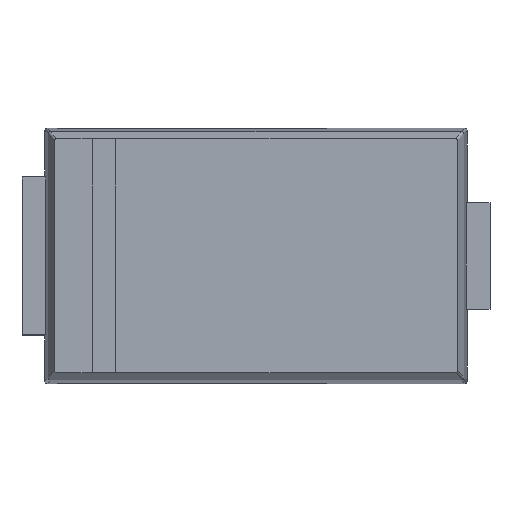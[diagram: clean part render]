
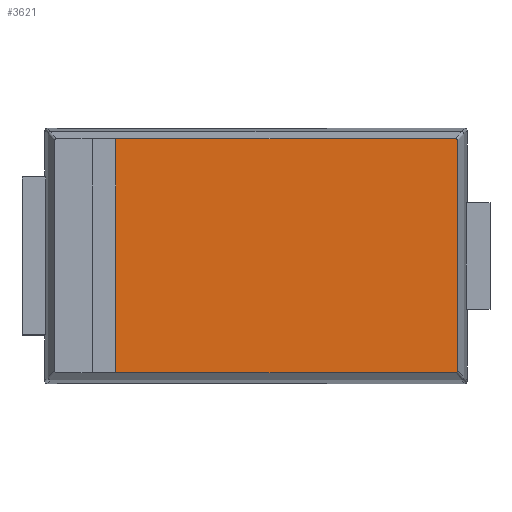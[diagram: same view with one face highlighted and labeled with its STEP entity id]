
A CAD part, top view. The second image highlights one B-rep face of the part: STEP entity #3621.
In plain terms, the highlighted planar face has unit normal (0, 0, 1).
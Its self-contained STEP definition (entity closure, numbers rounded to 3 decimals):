
#2049 = B_SPLINE_SURFACE_WITH_KNOTS('',1,1,(
    (#2050,#2051)
    ,(#2052,#2053
    )),.UNSPECIFIED.,.F.,.F.,.F.,(2,2),(2,2),(0.,3.51),(0.,1.),
  .PIECEWISE_BEZIER_KNOTS.);
#2050 = CARTESIAN_POINT('',(1.755,-1.06,0.975));
#2051 = CARTESIAN_POINT('',(1.705,-1.,1.15));
#2052 = CARTESIAN_POINT('',(-1.755,-1.06,0.975));
#2053 = CARTESIAN_POINT('',(-1.705,-1.,1.15));
#2454 = B_SPLINE_SURFACE_WITH_KNOTS('',6,1,(
    (#2455,#2456)
    ,(#2457,#2458)
    ,(#2459,#2460)
    ,(#2461,#2462)
    ,(#2463,#2464)
    ,(#2465,#2466)
    ,(#2467,#2468
    )),.UNSPECIFIED.,.F.,.F.,.F.,(7,7),(2,2),(0.,
    1.571),(0.,1.),.PIECEWISE_BEZIER_KNOTS.);
#2455 = CARTESIAN_POINT('',(1.775,-1.04,0.975));
#2456 = CARTESIAN_POINT('',(1.725,-0.98,1.15));
#2457 = CARTESIAN_POINT('',(1.775,-1.045,0.975));
#2458 = CARTESIAN_POINT('',(1.725,-0.985,1.15));
#2459 = CARTESIAN_POINT('',(1.773,-1.05,0.975));
#2460 = CARTESIAN_POINT('',(1.723,-0.99,1.15));
#2461 = CARTESIAN_POINT('',(1.77,-1.055,0.975));
#2462 = CARTESIAN_POINT('',(1.72,-0.995,1.15));
#2463 = CARTESIAN_POINT('',(1.765,-1.058,0.975));
#2464 = CARTESIAN_POINT('',(1.715,-0.998,1.15));
#2465 = CARTESIAN_POINT('',(1.76,-1.06,0.975));
#2466 = CARTESIAN_POINT('',(1.71,-1.,1.15));
#2467 = CARTESIAN_POINT('',(1.755,-1.06,0.975));
#2468 = CARTESIAN_POINT('',(1.705,-1.,1.15));
#2529 = VERTEX_POINT('',#2530);
#2530 = CARTESIAN_POINT('',(-1.2,-1.,1.15));
#2555 = EDGE_CURVE('',#2556,#2529,#2558,.T.);
#2556 = VERTEX_POINT('',#2557);
#2557 = CARTESIAN_POINT('',(1.705,-1.,1.15));
#2558 = SURFACE_CURVE('',#2559,(#2563,#2569),.PCURVE_S1.);
#2559 = LINE('',#2560,#2561);
#2560 = CARTESIAN_POINT('',(1.705,-1.,1.15));
#2561 = VECTOR('',#2562,1.);
#2562 = DIRECTION('',(-1.,0.,0.));
#2563 = PCURVE('',#2049,#2564);
#2564 = DEFINITIONAL_REPRESENTATION('',(#2565),#2568);
#2565 = B_SPLINE_CURVE_WITH_KNOTS('',1,(#2566,#2567),.UNSPECIFIED.,.F.,
  .F.,(2,2),(0.,3.41),.PIECEWISE_BEZIER_KNOTS.);
#2566 = CARTESIAN_POINT('',(0.,1.));
#2567 = CARTESIAN_POINT('',(3.51,1.));
#2568 = ( GEOMETRIC_REPRESENTATION_CONTEXT(2) 
PARAMETRIC_REPRESENTATION_CONTEXT() REPRESENTATION_CONTEXT('2D SPACE',''
  ) );
#2569 = PCURVE('',#2570,#2575);
#2570 = PLANE('',#2571);
#2571 = AXIS2_PLACEMENT_3D('',#2572,#2573,#2574);
#2572 = CARTESIAN_POINT('',(0.,0.,1.15
    ));
#2573 = DIRECTION('',(0.,0.,-1.));
#2574 = DIRECTION('',(0.,-1.,0.));
#2575 = DEFINITIONAL_REPRESENTATION('',(#2576),#2580);
#2576 = LINE('',#2577,#2578);
#2577 = CARTESIAN_POINT('',(1.,-1.705));
#2578 = VECTOR('',#2579,1.);
#2579 = DIRECTION('',(0.,1.));
#2580 = ( GEOMETRIC_REPRESENTATION_CONTEXT(2) 
PARAMETRIC_REPRESENTATION_CONTEXT() REPRESENTATION_CONTEXT('2D SPACE',''
  ) );
#3050 = B_SPLINE_SURFACE_WITH_KNOTS('',1,1,(
    (#3051,#3052)
    ,(#3053,#3054
    )),.UNSPECIFIED.,.F.,.F.,.F.,(2,2),(2,2),(0.,3.51),(0.,1.),
  .PIECEWISE_BEZIER_KNOTS.);
#3051 = CARTESIAN_POINT('',(-1.755,1.06,0.975));
#3052 = CARTESIAN_POINT('',(-1.705,1.,1.15));
#3053 = CARTESIAN_POINT('',(1.755,1.06,0.975));
#3054 = CARTESIAN_POINT('',(1.705,1.,1.15));
#3379 = EDGE_CURVE('',#2556,#3380,#3382,.T.);
#3380 = VERTEX_POINT('',#3381);
#3381 = CARTESIAN_POINT('',(1.725,-0.98,1.15));
#3382 = SURFACE_CURVE('',#3383,(#3388,#3395),.PCURVE_S1.);
#3383 = CIRCLE('',#3384,0.02);
#3384 = AXIS2_PLACEMENT_3D('',#3385,#3386,#3387);
#3385 = CARTESIAN_POINT('',(1.705,-0.98,1.15));
#3386 = DIRECTION('',(0.,0.,1.));
#3387 = DIRECTION('',(1.,0.,0.));
#3388 = PCURVE('',#2454,#3389);
#3389 = DEFINITIONAL_REPRESENTATION('',(#3390),#3394);
#3390 = LINE('',#3391,#3392);
#3391 = CARTESIAN_POINT('',(6.283,1.));
#3392 = VECTOR('',#3393,1.);
#3393 = DIRECTION('',(-1.,0.));
#3394 = ( GEOMETRIC_REPRESENTATION_CONTEXT(2) 
PARAMETRIC_REPRESENTATION_CONTEXT() REPRESENTATION_CONTEXT('2D SPACE',''
  ) );
#3395 = PCURVE('',#2570,#3396);
#3396 = DEFINITIONAL_REPRESENTATION('',(#3397),#3405);
#3397 = ( BOUNDED_CURVE() B_SPLINE_CURVE(2,(#3398,#3399,#3400,#3401,
#3402,#3403,#3404),.UNSPECIFIED.,.T.,.F.) B_SPLINE_CURVE_WITH_KNOTS((1,2
    ,2,2,2,1),(-2.094,0.,2.094,4.189,
6.283,8.378),.UNSPECIFIED.) CURVE() 
GEOMETRIC_REPRESENTATION_ITEM() RATIONAL_B_SPLINE_CURVE((1.,0.5,1.,0.5,
1.,0.5,1.)) REPRESENTATION_ITEM('') );
#3398 = CARTESIAN_POINT('',(0.98,-1.725));
#3399 = CARTESIAN_POINT('',(0.945,-1.725));
#3400 = CARTESIAN_POINT('',(0.963,-1.695));
#3401 = CARTESIAN_POINT('',(0.98,-1.665));
#3402 = CARTESIAN_POINT('',(0.997,-1.695));
#3403 = CARTESIAN_POINT('',(1.015,-1.725));
#3404 = CARTESIAN_POINT('',(0.98,-1.725));
#3405 = ( GEOMETRIC_REPRESENTATION_CONTEXT(2) 
PARAMETRIC_REPRESENTATION_CONTEXT() REPRESENTATION_CONTEXT('2D SPACE',''
  ) );
#3420 = B_SPLINE_SURFACE_WITH_KNOTS('',1,1,(
    (#3421,#3422)
    ,(#3423,#3424
    )),.UNSPECIFIED.,.F.,.F.,.F.,(2,2),(2,2),(0.,2.08),(0.,1.),
  .PIECEWISE_BEZIER_KNOTS.);
#3421 = CARTESIAN_POINT('',(1.775,1.04,0.975));
#3422 = CARTESIAN_POINT('',(1.725,0.98,1.15));
#3423 = CARTESIAN_POINT('',(1.775,-1.04,0.975));
#3424 = CARTESIAN_POINT('',(1.725,-0.98,1.15));
#3621 = ADVANCED_FACE('',(#3622),#2570,.F.);
#3622 = FACE_BOUND('',#3623,.F.);
#3623 = EDGE_LOOP('',(#3624,#3625,#3653,#3675,#3718,#3738));
#3624 = ORIENTED_EDGE('',*,*,#2555,.T.);
#3625 = ORIENTED_EDGE('',*,*,#3626,.F.);
#3626 = EDGE_CURVE('',#3627,#2529,#3629,.T.);
#3627 = VERTEX_POINT('',#3628);
#3628 = CARTESIAN_POINT('',(-1.2,1.,1.15));
#3629 = SURFACE_CURVE('',#3630,(#3634,#3641),.PCURVE_S1.);
#3630 = LINE('',#3631,#3632);
#3631 = CARTESIAN_POINT('',(-1.2,1.,1.15));
#3632 = VECTOR('',#3633,1.);
#3633 = DIRECTION('',(0.,-1.,0.));
#3634 = PCURVE('',#2570,#3635);
#3635 = DEFINITIONAL_REPRESENTATION('',(#3636),#3640);
#3636 = LINE('',#3637,#3638);
#3637 = CARTESIAN_POINT('',(-1.,1.2));
#3638 = VECTOR('',#3639,1.);
#3639 = DIRECTION('',(1.,0.));
#3640 = ( GEOMETRIC_REPRESENTATION_CONTEXT(2) 
PARAMETRIC_REPRESENTATION_CONTEXT() REPRESENTATION_CONTEXT('2D SPACE',''
  ) );
#3641 = PCURVE('',#3642,#3647);
#3642 = PLANE('',#3643);
#3643 = AXIS2_PLACEMENT_3D('',#3644,#3645,#3646);
#3644 = CARTESIAN_POINT('',(-1.2,1.,1.15));
#3645 = DIRECTION('',(-1.,0.,0.));
#3646 = DIRECTION('',(0.,-1.,0.));
#3647 = DEFINITIONAL_REPRESENTATION('',(#3648),#3652);
#3648 = LINE('',#3649,#3650);
#3649 = CARTESIAN_POINT('',(0.,0.));
#3650 = VECTOR('',#3651,1.);
#3651 = DIRECTION('',(1.,0.));
#3652 = ( GEOMETRIC_REPRESENTATION_CONTEXT(2) 
PARAMETRIC_REPRESENTATION_CONTEXT() REPRESENTATION_CONTEXT('2D SPACE',''
  ) );
#3653 = ORIENTED_EDGE('',*,*,#3654,.T.);
#3654 = EDGE_CURVE('',#3627,#3655,#3657,.T.);
#3655 = VERTEX_POINT('',#3656);
#3656 = CARTESIAN_POINT('',(1.705,1.,1.15));
#3657 = SURFACE_CURVE('',#3658,(#3662,#3669),.PCURVE_S1.);
#3658 = LINE('',#3659,#3660);
#3659 = CARTESIAN_POINT('',(-1.705,1.,1.15));
#3660 = VECTOR('',#3661,1.);
#3661 = DIRECTION('',(1.,0.,0.));
#3662 = PCURVE('',#2570,#3663);
#3663 = DEFINITIONAL_REPRESENTATION('',(#3664),#3668);
#3664 = LINE('',#3665,#3666);
#3665 = CARTESIAN_POINT('',(-1.,1.705));
#3666 = VECTOR('',#3667,1.);
#3667 = DIRECTION('',(0.,-1.));
#3668 = ( GEOMETRIC_REPRESENTATION_CONTEXT(2) 
PARAMETRIC_REPRESENTATION_CONTEXT() REPRESENTATION_CONTEXT('2D SPACE',''
  ) );
#3669 = PCURVE('',#3050,#3670);
#3670 = DEFINITIONAL_REPRESENTATION('',(#3671),#3674);
#3671 = B_SPLINE_CURVE_WITH_KNOTS('',1,(#3672,#3673),.UNSPECIFIED.,.F.,
  .F.,(2,2),(0.,3.41),.PIECEWISE_BEZIER_KNOTS.);
#3672 = CARTESIAN_POINT('',(0.,1.));
#3673 = CARTESIAN_POINT('',(3.51,1.));
#3674 = ( GEOMETRIC_REPRESENTATION_CONTEXT(2) 
PARAMETRIC_REPRESENTATION_CONTEXT() REPRESENTATION_CONTEXT('2D SPACE',''
  ) );
#3675 = ORIENTED_EDGE('',*,*,#3676,.F.);
#3676 = EDGE_CURVE('',#3677,#3655,#3679,.T.);
#3677 = VERTEX_POINT('',#3678);
#3678 = CARTESIAN_POINT('',(1.725,0.98,1.15));
#3679 = SURFACE_CURVE('',#3680,(#3685,#3696),.PCURVE_S1.);
#3680 = CIRCLE('',#3681,0.02);
#3681 = AXIS2_PLACEMENT_3D('',#3682,#3683,#3684);
#3682 = CARTESIAN_POINT('',(1.705,0.98,1.15));
#3683 = DIRECTION('',(0.,0.,1.));
#3684 = DIRECTION('',(1.,0.,0.));
#3685 = PCURVE('',#2570,#3686);
#3686 = DEFINITIONAL_REPRESENTATION('',(#3687),#3695);
#3687 = ( BOUNDED_CURVE() B_SPLINE_CURVE(2,(#3688,#3689,#3690,#3691,
#3692,#3693,#3694),.UNSPECIFIED.,.T.,.F.) B_SPLINE_CURVE_WITH_KNOTS((1,2
    ,2,2,2,1),(-2.094,0.,2.094,4.189,
6.283,8.378),.UNSPECIFIED.) CURVE() 
GEOMETRIC_REPRESENTATION_ITEM() RATIONAL_B_SPLINE_CURVE((1.,0.5,1.,0.5,
1.,0.5,1.)) REPRESENTATION_ITEM('') );
#3688 = CARTESIAN_POINT('',(-0.98,-1.725));
#3689 = CARTESIAN_POINT('',(-1.015,-1.725));
#3690 = CARTESIAN_POINT('',(-0.997,-1.695));
#3691 = CARTESIAN_POINT('',(-0.98,-1.665));
#3692 = CARTESIAN_POINT('',(-0.963,-1.695));
#3693 = CARTESIAN_POINT('',(-0.945,-1.725));
#3694 = CARTESIAN_POINT('',(-0.98,-1.725));
#3695 = ( GEOMETRIC_REPRESENTATION_CONTEXT(2) 
PARAMETRIC_REPRESENTATION_CONTEXT() REPRESENTATION_CONTEXT('2D SPACE',''
  ) );
#3696 = PCURVE('',#3697,#3712);
#3697 = B_SPLINE_SURFACE_WITH_KNOTS('',6,1,(
    (#3698,#3699)
    ,(#3700,#3701)
    ,(#3702,#3703)
    ,(#3704,#3705)
    ,(#3706,#3707)
    ,(#3708,#3709)
    ,(#3710,#3711
    )),.UNSPECIFIED.,.F.,.F.,.F.,(7,7),(2,2),(4.712,
    6.283),(0.,1.),.PIECEWISE_BEZIER_KNOTS.);
#3698 = CARTESIAN_POINT('',(1.755,1.06,0.975));
#3699 = CARTESIAN_POINT('',(1.705,1.,1.15));
#3700 = CARTESIAN_POINT('',(1.76,1.06,0.975));
#3701 = CARTESIAN_POINT('',(1.71,1.,1.15));
#3702 = CARTESIAN_POINT('',(1.765,1.058,0.975));
#3703 = CARTESIAN_POINT('',(1.715,0.998,1.15));
#3704 = CARTESIAN_POINT('',(1.77,1.055,0.975));
#3705 = CARTESIAN_POINT('',(1.72,0.995,1.15));
#3706 = CARTESIAN_POINT('',(1.773,1.05,0.975));
#3707 = CARTESIAN_POINT('',(1.723,0.99,1.15));
#3708 = CARTESIAN_POINT('',(1.775,1.045,0.975));
#3709 = CARTESIAN_POINT('',(1.725,0.985,1.15));
#3710 = CARTESIAN_POINT('',(1.775,1.04,0.975));
#3711 = CARTESIAN_POINT('',(1.725,0.98,1.15));
#3712 = DEFINITIONAL_REPRESENTATION('',(#3713),#3717);
#3713 = LINE('',#3714,#3715);
#3714 = CARTESIAN_POINT('',(6.283,1.));
#3715 = VECTOR('',#3716,1.);
#3716 = DIRECTION('',(-1.,0.));
#3717 = ( GEOMETRIC_REPRESENTATION_CONTEXT(2) 
PARAMETRIC_REPRESENTATION_CONTEXT() REPRESENTATION_CONTEXT('2D SPACE',''
  ) );
#3718 = ORIENTED_EDGE('',*,*,#3719,.T.);
#3719 = EDGE_CURVE('',#3677,#3380,#3720,.T.);
#3720 = SURFACE_CURVE('',#3721,(#3725,#3732),.PCURVE_S1.);
#3721 = LINE('',#3722,#3723);
#3722 = CARTESIAN_POINT('',(1.725,0.98,1.15));
#3723 = VECTOR('',#3724,1.);
#3724 = DIRECTION('',(0.,-1.,0.));
#3725 = PCURVE('',#2570,#3726);
#3726 = DEFINITIONAL_REPRESENTATION('',(#3727),#3731);
#3727 = LINE('',#3728,#3729);
#3728 = CARTESIAN_POINT('',(-0.98,-1.725));
#3729 = VECTOR('',#3730,1.);
#3730 = DIRECTION('',(1.,0.));
#3731 = ( GEOMETRIC_REPRESENTATION_CONTEXT(2) 
PARAMETRIC_REPRESENTATION_CONTEXT() REPRESENTATION_CONTEXT('2D SPACE',''
  ) );
#3732 = PCURVE('',#3420,#3733);
#3733 = DEFINITIONAL_REPRESENTATION('',(#3734),#3737);
#3734 = B_SPLINE_CURVE_WITH_KNOTS('',1,(#3735,#3736),.UNSPECIFIED.,.F.,
  .F.,(2,2),(0.,1.96),.PIECEWISE_BEZIER_KNOTS.);
#3735 = CARTESIAN_POINT('',(0.,1.));
#3736 = CARTESIAN_POINT('',(2.08,1.));
#3737 = ( GEOMETRIC_REPRESENTATION_CONTEXT(2) 
PARAMETRIC_REPRESENTATION_CONTEXT() REPRESENTATION_CONTEXT('2D SPACE',''
  ) );
#3738 = ORIENTED_EDGE('',*,*,#3379,.F.);
